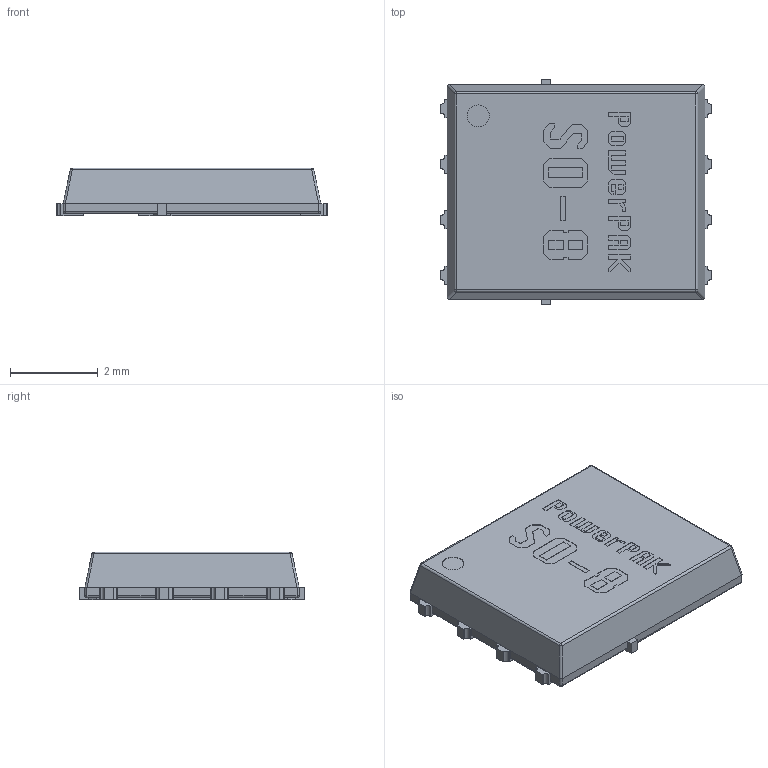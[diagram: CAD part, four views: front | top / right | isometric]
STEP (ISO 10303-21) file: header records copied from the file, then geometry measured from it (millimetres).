
FILE_DESCRIPTION(/* description */ ('model of SO8-PowerPAK_wLABEL'),/* implementation_level */ '2;1');
FILE_NAME(/* name */ 'SO8-PowerPAK_wLABEL.stp',/* time_stamp */ '2015-12-05T22:24:31',/* author */ ('Joan The Spark',''),/* organization */ (''),/* preprocessor_version */ '',/* originating_system */ '',/* authorisation */ '');
FILE_SCHEMA (('AUTOMOTIVE_DESIGN { 1 0 10303 214 3 1 1 }'));
Length unit declared in the file: millimetre
Products named in the file (1): SO8-PowerPAK-single
Bounding box: 6.19 x 5.15 x 1.09 mm (x, y, z)
Volume: 29.4 mm3; surface area: 79 mm2
Topology: 1 solids, 1 shells, 351 faces, 960 edges, 632 vertices
Faces by surface type: plane 300, cylinder 43, sphere 8
Full cylindrical faces by diameter (mm): 0.5 x1
Entity records: 11201 total; most frequent: CARTESIAN_POINT 1943, ORIENTED_EDGE 1918, DIRECTION 1753, EDGE_CURVE 959, LINE 869, VECTOR 869, VERTEX_POINT 632, AXIS2_PLACEMENT_3D 442
